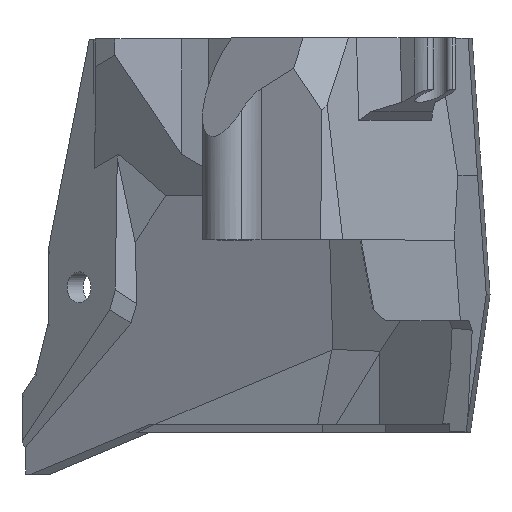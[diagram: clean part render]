
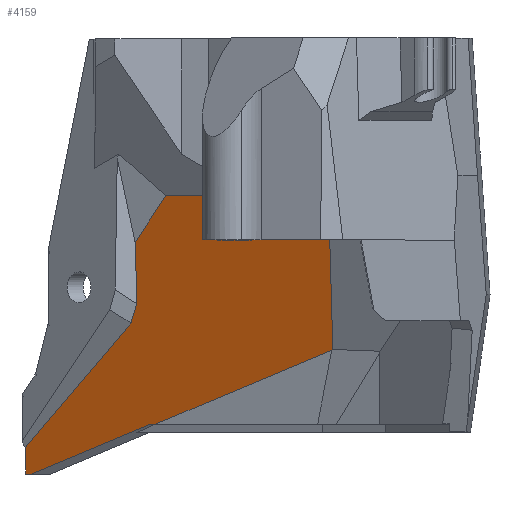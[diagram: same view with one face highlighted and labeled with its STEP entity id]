
A CAD part, top view. The second image highlights one B-rep face of the part: STEP entity #4159.
In plain terms, the highlighted planar face has unit normal (-0.499, -0.043, 0.865).
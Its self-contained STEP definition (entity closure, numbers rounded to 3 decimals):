
#213=FACE_OUTER_BOUND('',#428,.T.);
#428=EDGE_LOOP('',(#3236,#3237,#3238,#3239,#3240,#3241,#3242,#3243,#3244,
#3245,#3246,#3247));
#594=LINE('',#5766,#1133);
#746=LINE('',#6886,#1285);
#748=LINE('',#6890,#1287);
#750=LINE('',#6893,#1289);
#754=LINE('',#6901,#1293);
#778=LINE('',#6949,#1317);
#781=LINE('',#6954,#1320);
#804=LINE('',#6999,#1343);
#807=LINE('',#7007,#1346);
#808=LINE('',#7010,#1347);
#812=LINE('',#7017,#1351);
#813=LINE('',#7018,#1352);
#1133=VECTOR('',#4679,1000.);
#1285=VECTOR('',#4977,1000.);
#1287=VECTOR('',#4981,1000.);
#1289=VECTOR('',#4985,1000.);
#1293=VECTOR('',#4991,1000.);
#1317=VECTOR('',#5031,1000.);
#1320=VECTOR('',#5036,1000.);
#1343=VECTOR('',#5079,1000.);
#1346=VECTOR('',#5090,1000.);
#1347=VECTOR('',#5093,1000.);
#1351=VECTOR('',#5101,1000.);
#1352=VECTOR('',#5102,1000.);
#1689=VERTEX_POINT('',#5763);
#1690=VERTEX_POINT('',#5765);
#1811=VERTEX_POINT('',#6883);
#1812=VERTEX_POINT('',#6885);
#1813=VERTEX_POINT('',#6889);
#1815=VERTEX_POINT('',#6896);
#1832=VERTEX_POINT('',#6948);
#1833=VERTEX_POINT('',#6952);
#1844=VERTEX_POINT('',#6995);
#1845=VERTEX_POINT('',#6997);
#1846=VERTEX_POINT('',#7005);
#1847=VERTEX_POINT('',#7009);
#2111=EDGE_CURVE('',#1689,#1690,#594,.T.);
#2290=EDGE_CURVE('',#1812,#1811,#746,.T.);
#2292=EDGE_CURVE('',#1812,#1813,#748,.T.);
#2294=EDGE_CURVE('',#1689,#1813,#750,.T.);
#2298=EDGE_CURVE('',#1815,#1690,#754,.T.);
#2322=EDGE_CURVE('',#1832,#1815,#778,.T.);
#2325=EDGE_CURVE('',#1833,#1832,#781,.T.);
#2348=EDGE_CURVE('',#1845,#1844,#804,.T.);
#2351=EDGE_CURVE('',#1811,#1846,#807,.T.);
#2352=EDGE_CURVE('',#1833,#1847,#808,.T.);
#2356=EDGE_CURVE('',#1847,#1845,#812,.T.);
#2357=EDGE_CURVE('',#1846,#1844,#813,.T.);
#3236=ORIENTED_EDGE('',*,*,#2348,.F.);
#3237=ORIENTED_EDGE('',*,*,#2356,.F.);
#3238=ORIENTED_EDGE('',*,*,#2352,.F.);
#3239=ORIENTED_EDGE('',*,*,#2325,.T.);
#3240=ORIENTED_EDGE('',*,*,#2322,.T.);
#3241=ORIENTED_EDGE('',*,*,#2298,.T.);
#3242=ORIENTED_EDGE('',*,*,#2111,.F.);
#3243=ORIENTED_EDGE('',*,*,#2294,.T.);
#3244=ORIENTED_EDGE('',*,*,#2292,.F.);
#3245=ORIENTED_EDGE('',*,*,#2290,.T.);
#3246=ORIENTED_EDGE('',*,*,#2351,.T.);
#3247=ORIENTED_EDGE('',*,*,#2357,.T.);
#3958=PLANE('',#4422);
#4159=ADVANCED_FACE('',(#213),#3958,.F.);
#4422=AXIS2_PLACEMENT_3D('',#7016,#5099,#5100);
#4679=DIRECTION('',(0.866,0.,0.5));
#4977=DIRECTION('',(-0.282,-0.936,-0.209));
#4981=DIRECTION('',(-0.028,0.999,0.033));
#4985=DIRECTION('',(-0.514,-0.789,-0.336));
#4991=DIRECTION('',(-0.028,0.999,0.033));
#5031=DIRECTION('',(0.732,0.513,0.448));
#5036=DIRECTION('',(0.808,0.338,0.483));
#5079=DIRECTION('',(-0.866,0.,-0.5));
#5090=DIRECTION('',(-0.599,-0.704,-0.381));
#5093=DIRECTION('',(-0.866,0.,-0.5));
#5099=DIRECTION('center_axis',(0.499,0.043,-0.865));
#5100=DIRECTION('ref_axis',(-0.866,0.023,-0.499));
#5101=DIRECTION('',(-0.808,-0.338,-0.483));
#5102=DIRECTION('',(0.028,-0.999,-0.033));
#5763=CARTESIAN_POINT('',(108.49,157.718,124.137));
#5765=CARTESIAN_POINT('',(124.276,157.718,133.248));
#5766=CARTESIAN_POINT('',(109.911,157.718,124.957));
#6883=CARTESIAN_POINT('',(105.121,145.348,121.579));
#6885=CARTESIAN_POINT('',(105.688,147.226,121.999));
#6886=CARTESIAN_POINT('',(105.581,146.872,121.92));
#6889=CARTESIAN_POINT('',(105.521,153.164,122.198));
#6890=CARTESIAN_POINT('',(105.559,151.793,122.152));
#6893=CARTESIAN_POINT('',(106.427,154.554,122.79));
#6896=CARTESIAN_POINT('',(124.696,142.759,132.748));
#6901=CARTESIAN_POINT('',(124.189,160.814,133.352));
#6948=CARTESIAN_POINT('',(124.583,142.679,132.678));
#6949=CARTESIAN_POINT('',(117.46,137.691,128.32));
#6952=CARTESIAN_POINT('',(107.428,135.5,122.422));
#6954=CARTESIAN_POINT('',(114.382,138.41,126.579));
#6995=CARTESIAN_POINT('',(94.923,130.7,114.966));
#6997=CARTESIAN_POINT('',(95.443,130.7,115.266));
#6999=CARTESIAN_POINT('',(109.786,130.7,123.544));
#7005=CARTESIAN_POINT('',(94.85,133.285,115.052));
#7007=CARTESIAN_POINT('',(104.307,144.391,121.061));
#7009=CARTESIAN_POINT('',(106.911,135.5,122.123));
#7010=CARTESIAN_POINT('',(111.803,135.5,124.946));
#7016=CARTESIAN_POINT('Origin',(97.183,150.532,117.255));
#7017=CARTESIAN_POINT('',(100.393,132.772,118.226));
#7018=CARTESIAN_POINT('',(94.649,140.464,115.292));
